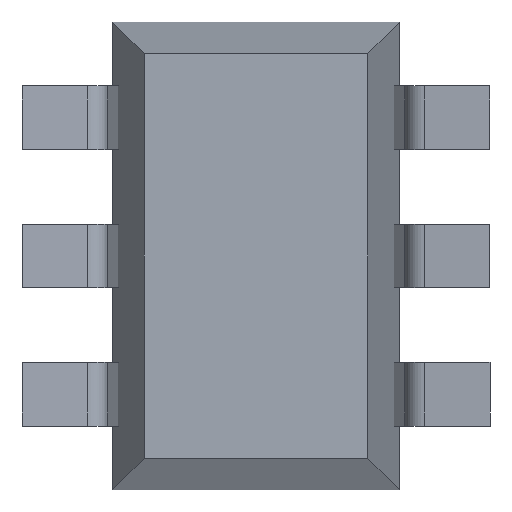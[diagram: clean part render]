
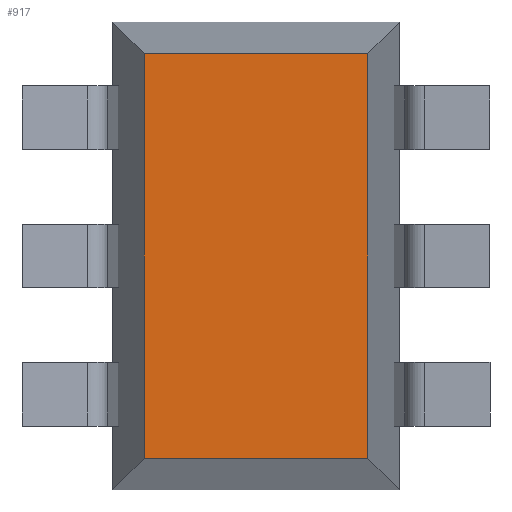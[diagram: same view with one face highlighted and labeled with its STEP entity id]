
A CAD part, front view. The second image highlights one B-rep face of the part: STEP entity #917.
In plain terms, the highlighted planar face has unit normal (0, -1, 0).
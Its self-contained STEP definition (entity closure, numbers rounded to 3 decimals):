
#102 = VERTEX_POINT ( 'NONE', #1179 ) ;
#122 = VERTEX_POINT ( 'NONE', #462 ) ;
#199 = DIRECTION ( 'NONE',  ( 0., 0., 1. ) ) ;
#411 = VERTEX_POINT ( 'NONE', #1299 ) ;
#462 = CARTESIAN_POINT ( 'NONE',  ( -0.525, -0.75, -0.95 ) ) ;
#540 = AXIS2_PLACEMENT_3D ( 'NONE', #1409, #2377, #1169 ) ;
#671 = PLANE ( 'NONE',  #540 ) ;
#674 = ORIENTED_EDGE ( 'NONE', *, *, #2569, .T. ) ;
#709 = VECTOR ( 'NONE', #2416, 1000. ) ;
#874 = ORIENTED_EDGE ( 'NONE', *, *, #1239, .T. ) ;
#911 = LINE ( 'NONE', #2358, #2586 ) ;
#917 = ADVANCED_FACE ( 'NONE', ( #3147 ), #671, .F. ) ;
#1169 = DIRECTION ( 'NONE',  ( 0., 0., 1. ) ) ;
#1179 = CARTESIAN_POINT ( 'NONE',  ( 0.525, -0.75, -0.95 ) ) ;
#1239 = EDGE_CURVE ( 'NONE', #102, #411, #911, .T. ) ;
#1299 = CARTESIAN_POINT ( 'NONE',  ( 0.525, -0.75, 0.95 ) ) ;
#1409 = CARTESIAN_POINT ( 'NONE',  ( 0., -0.75, 0. ) ) ;
#1472 = ORIENTED_EDGE ( 'NONE', *, *, #2809, .T. ) ;
#1501 = LINE ( 'NONE', #2933, #709 ) ;
#1814 = DIRECTION ( 'NONE',  ( 1., 0., 0. ) ) ;
#1887 = DIRECTION ( 'NONE',  ( -1., 0., 0. ) ) ;
#1928 = VECTOR ( 'NONE', #1814, 1000. ) ;
#2121 = VERTEX_POINT ( 'NONE', #2174 ) ;
#2134 = LINE ( 'NONE', #2623, #2748 ) ;
#2174 = CARTESIAN_POINT ( 'NONE',  ( -0.525, -0.75, 0.95 ) ) ;
#2222 = EDGE_CURVE ( 'NONE', #122, #102, #2243, .T. ) ;
#2243 = LINE ( 'NONE', #2257, #1928 ) ;
#2257 = CARTESIAN_POINT ( 'NONE',  ( 0.675, -0.75, -0.95 ) ) ;
#2358 = CARTESIAN_POINT ( 'NONE',  ( 0.525, -0.75, 1.1 ) ) ;
#2377 = DIRECTION ( 'NONE',  ( 0., 1., 0. ) ) ;
#2416 = DIRECTION ( 'NONE',  ( 0., 0., -1. ) ) ;
#2569 = EDGE_CURVE ( 'NONE', #2121, #122, #1501, .T. ) ;
#2586 = VECTOR ( 'NONE', #199, 1000. ) ;
#2604 = ORIENTED_EDGE ( 'NONE', *, *, #2222, .T. ) ;
#2623 = CARTESIAN_POINT ( 'NONE',  ( -0.675, -0.75, 0.95 ) ) ;
#2748 = VECTOR ( 'NONE', #1887, 1000. ) ;
#2809 = EDGE_CURVE ( 'NONE', #411, #2121, #2134, .T. ) ;
#2933 = CARTESIAN_POINT ( 'NONE',  ( -0.525, -0.75, -1.1 ) ) ;
#3144 = EDGE_LOOP ( 'NONE', ( #674, #2604, #874, #1472 ) ) ;
#3147 = FACE_OUTER_BOUND ( 'NONE', #3144, .T. ) ;
